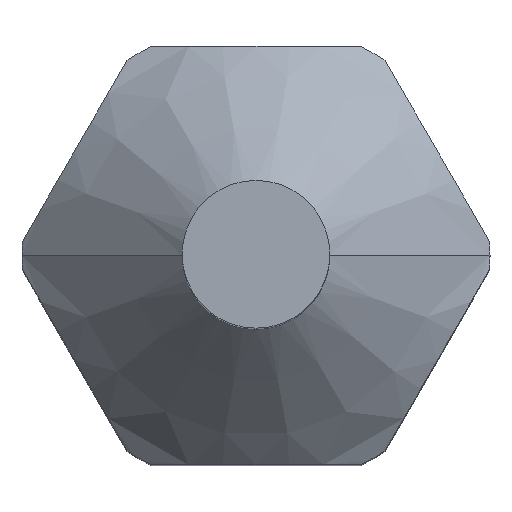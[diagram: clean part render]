
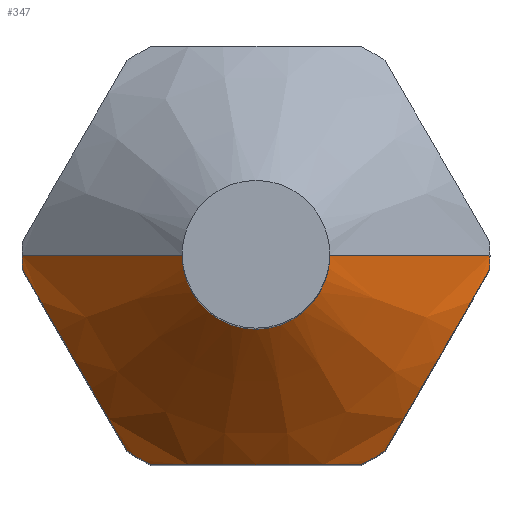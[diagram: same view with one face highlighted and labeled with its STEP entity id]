
A CAD part, top view. The second image highlights one B-rep face of the part: STEP entity #347.
In plain terms, the highlighted conical face has half-angle 45 degrees and reference radius 6.25 mm.
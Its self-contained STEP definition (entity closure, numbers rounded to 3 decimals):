
#293=EDGE_CURVE('',#393,#491,#687,.T.);
#299=EDGE_CURVE('',#383,#425,#694,.T.);
#303=VERTEX_POINT('',#698);
#305=EDGE_CURVE('',#393,#543,#700,.T.);
#333=EDGE_CURVE('',#513,#405,#731,.T.);
#335=EDGE_CURVE('',#443,#455,#733,.T.);
#347=ADVANCED_FACE('',(#746),#747,.T.);
#355=EDGE_CURVE('',#303,#491,#756,.T.);
#375=EDGE_CURVE('',#383,#303,#779,.T.);
#383=VERTEX_POINT('',#788);
#389=EDGE_CURVE('',#543,#405,#795,.T.);
#393=VERTEX_POINT('',#799);
#405=VERTEX_POINT('',#811);
#421=EDGE_CURVE('',#443,#425,#828,.T.);
#425=VERTEX_POINT('',#832);
#443=VERTEX_POINT('',#853);
#451=EDGE_CURVE('',#513,#455,#861,.T.);
#455=VERTEX_POINT('',#865);
#491=VERTEX_POINT('',#907);
#513=VERTEX_POINT('',#929);
#543=VERTEX_POINT('',#959);
#687=CIRCLE('',#1172,3.0);
#694=(B_SPLINE_CURVE(2,(#1183,#1184,#1185),.UNSPECIFIED.,.F.,.F.)B_SPLINE_CURVE_WITH_KNOTS((3,3),(0.0,8.718),.UNSPECIFIED.)RATIONAL_B_SPLINE_CURVE((1.0,1.118,1.0))BOUNDED_CURVE()REPRESENTATION_ITEM('')GEOMETRIC_REPRESENTATION_ITEM()CURVE());
#698=CARTESIAN_POINT('',(9.5,0.,18.5));
#700=LINE('',#1199,#1200);
#731=(B_SPLINE_CURVE(2,(#1254,#1255,#1256),.UNSPECIFIED.,.F.,.F.)B_SPLINE_CURVE_WITH_KNOTS((3,3),(0.0,8.718),.UNSPECIFIED.)RATIONAL_B_SPLINE_CURVE((1.0,1.118,1.0))BOUNDED_CURVE()REPRESENTATION_ITEM('')GEOMETRIC_REPRESENTATION_ITEM()CURVE());
#733=(B_SPLINE_CURVE(2,(#1266,#1267,#1268),.UNSPECIFIED.,.F.,.F.)B_SPLINE_CURVE_WITH_KNOTS((3,3),(0.0,8.718),.UNSPECIFIED.)RATIONAL_B_SPLINE_CURVE((1.0,1.118,1.0))BOUNDED_CURVE()REPRESENTATION_ITEM('')GEOMETRIC_REPRESENTATION_ITEM()CURVE());
#746=FACE_OUTER_BOUND('',#1309,.T.);
#747=CONICAL_SURFACE('',#1310,6.25,0.785);
#756=LINE('',#1322,#1323);
#779=CIRCLE('',#1352,9.5);
#788=CARTESIAN_POINT('',(9.483,-0.576,18.5));
#795=CIRCLE('',#1371,9.5);
#799=CARTESIAN_POINT('',(-3.0,0.,25.0));
#811=CARTESIAN_POINT('',(-9.483,-0.576,18.5));
#828=CIRCLE('',#1413,9.5);
#832=CARTESIAN_POINT('',(5.24,-7.924,18.5));
#853=CARTESIAN_POINT('',(4.243,-8.5,18.5));
#861=CIRCLE('',#1457,9.5);
#865=CARTESIAN_POINT('',(-4.243,-8.5,18.5));
#907=CARTESIAN_POINT('',(3.0,0.,25.0));
#929=CARTESIAN_POINT('',(-5.24,-7.924,18.5));
#959=CARTESIAN_POINT('',(-9.5,0.,18.5));
#1172=AXIS2_PLACEMENT_3D('',#1813,#1814,#1815);
#1183=CARTESIAN_POINT('',(9.483,-0.576,18.5));
#1184=CARTESIAN_POINT('',(7.361,-4.25,20.395));
#1185=CARTESIAN_POINT('',(5.24,-7.924,18.5));
#1199=CARTESIAN_POINT('',(-6.25,0.,21.75));
#1200=VECTOR('',#1830,1.0);
#1254=CARTESIAN_POINT('',(-5.24,-7.924,18.5));
#1255=CARTESIAN_POINT('',(-7.361,-4.25,20.395));
#1256=CARTESIAN_POINT('',(-9.483,-0.576,18.5));
#1266=CARTESIAN_POINT('',(4.243,-8.5,18.5));
#1267=CARTESIAN_POINT('',(0.,-8.5,20.395));
#1268=CARTESIAN_POINT('',(-4.243,-8.5,18.5));
#1309=EDGE_LOOP('',(#1880,#1881,#1882,#1883,#1884,#1885,#1886,#1887,#1888,#1889));
#1310=AXIS2_PLACEMENT_3D('',#1890,#1891,#1892);
#1322=CARTESIAN_POINT('',(6.25,0.,21.75));
#1323=VECTOR('',#1902,1.0);
#1352=AXIS2_PLACEMENT_3D('',#1932,#1933,#1934);
#1371=AXIS2_PLACEMENT_3D('',#1954,#1955,#1956);
#1413=AXIS2_PLACEMENT_3D('',#1979,#1980,#1981);
#1457=AXIS2_PLACEMENT_3D('',#2023,#2024,#2025);
#1813=CARTESIAN_POINT('',(0.,0.,25.0));
#1814=DIRECTION('',(0.,0.,1.0));
#1815=DIRECTION('',(-1.0,0.,0.0));
#1830=DIRECTION('',(-0.707,0.,-0.707));
#1880=ORIENTED_EDGE('',*,*,#305,.T.);
#1881=ORIENTED_EDGE('',*,*,#389,.T.);
#1882=ORIENTED_EDGE('',*,*,#333,.F.);
#1883=ORIENTED_EDGE('',*,*,#451,.T.);
#1884=ORIENTED_EDGE('',*,*,#335,.F.);
#1885=ORIENTED_EDGE('',*,*,#421,.T.);
#1886=ORIENTED_EDGE('',*,*,#299,.F.);
#1887=ORIENTED_EDGE('',*,*,#375,.T.);
#1888=ORIENTED_EDGE('',*,*,#355,.T.);
#1889=ORIENTED_EDGE('',*,*,#293,.F.);
#1890=CARTESIAN_POINT('',(0.,0.,21.75));
#1891=DIRECTION('',(0.,0.,-1.0));
#1892=DIRECTION('',(-1.0,0.,0.0));
#1902=DIRECTION('',(-0.707,0.,0.707));
#1932=CARTESIAN_POINT('',(0.,0.,18.5));
#1933=DIRECTION('',(0.,0.,1.0));
#1934=DIRECTION('',(-1.0,0.,0.0));
#1954=CARTESIAN_POINT('',(0.,0.,18.5));
#1955=DIRECTION('',(0.,0.,1.0));
#1956=DIRECTION('',(-1.0,0.,0.0));
#1979=CARTESIAN_POINT('',(0.,0.,18.5));
#1980=DIRECTION('',(0.,0.,1.0));
#1981=DIRECTION('',(-1.0,0.,0.0));
#2023=CARTESIAN_POINT('',(0.,0.,18.5));
#2024=DIRECTION('',(0.,0.,1.0));
#2025=DIRECTION('',(-1.0,0.,0.0));
